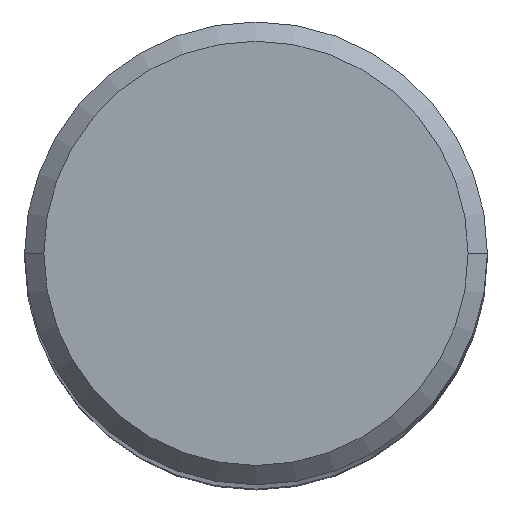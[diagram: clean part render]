
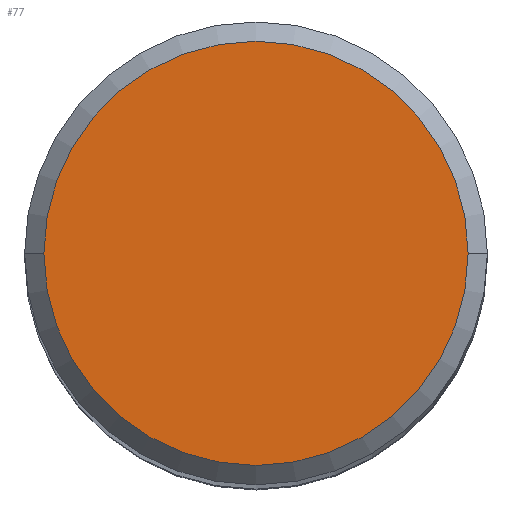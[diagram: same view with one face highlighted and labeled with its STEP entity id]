
A CAD part, top view. The second image highlights one B-rep face of the part: STEP entity #77.
In plain terms, the highlighted planar face has unit normal (0, 0, 1).
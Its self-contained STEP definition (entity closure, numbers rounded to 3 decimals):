
#77=ADVANCED_FACE('',(#101),#102,.T.);
#101=FACE_OUTER_BOUND('',#136,.T.);
#102=PLANE('',#137);
#136=EDGE_LOOP('',(#191,#192));
#137=AXIS2_PLACEMENT_3D('',#193,#194,#195);
#191=ORIENTED_EDGE('',*,*,#272,.F.);
#192=ORIENTED_EDGE('',*,*,#273,.F.);
#193=CARTESIAN_POINT('',(0.0,0.0,0.0));
#194=DIRECTION('',(0.0,0.0,1.0));
#195=DIRECTION('',(-1.0,0.0,0.0));
#272=EDGE_CURVE('',#304,#302,#306,.T.);
#273=EDGE_CURVE('',#302,#304,#307,.T.);
#302=VERTEX_POINT('',#346);
#304=VERTEX_POINT('',#349);
#306=CIRCLE('',#352,5.5);
#307=CIRCLE('',#353,5.5);
#346=CARTESIAN_POINT('',(-5.5,0.,0.0));
#349=CARTESIAN_POINT('',(5.5,0.,0.0));
#352=AXIS2_PLACEMENT_3D('',#396,#397,#398);
#353=AXIS2_PLACEMENT_3D('',#399,#400,#401);
#396=CARTESIAN_POINT('',(0.0,0.0,0.0));
#397=DIRECTION('',(0.0,0.0,-1.0));
#398=DIRECTION('',(-1.0,0.0,0.0));
#399=CARTESIAN_POINT('',(0.0,0.0,0.0));
#400=DIRECTION('',(0.0,0.0,-1.0));
#401=DIRECTION('',(-1.0,0.0,0.0));
